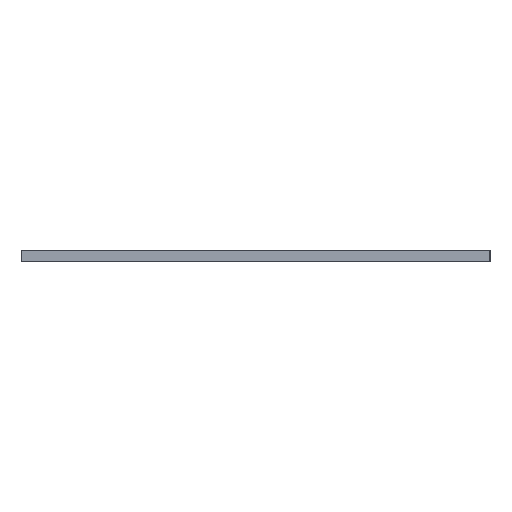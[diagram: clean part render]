
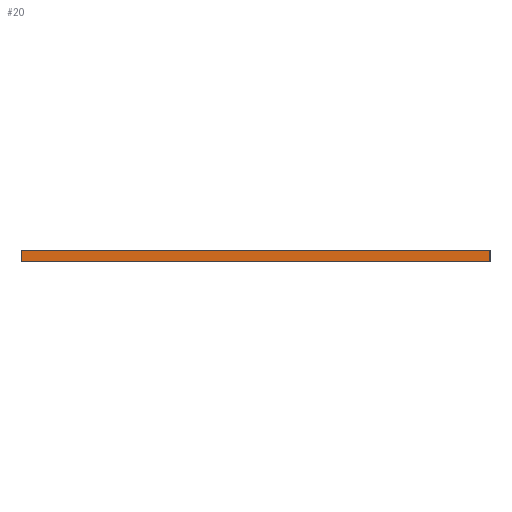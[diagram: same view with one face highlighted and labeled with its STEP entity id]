
A CAD part, left-side view. The second image highlights one B-rep face of the part: STEP entity #20.
In plain terms, the highlighted planar face has unit normal (-1, 0, 0).
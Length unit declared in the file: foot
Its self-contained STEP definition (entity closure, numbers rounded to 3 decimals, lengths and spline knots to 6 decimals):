
#20=ADVANCED_FACE('',(#122),#1066,.T.);
#122=FACE_OUTER_BOUND('',#212,.T.);
#212=EDGE_LOOP('',(#353,#354,#355,#356));
#353=ORIENTED_EDGE('',*,*,#602,.T.);
#354=ORIENTED_EDGE('',*,*,#606,.T.);
#355=ORIENTED_EDGE('',*,*,#598,.F.);
#356=ORIENTED_EDGE('',*,*,#608,.F.);
#598=EDGE_CURVE('',#910,#909,#898,.T.);
#602=EDGE_CURVE('',#914,#913,#902,.T.);
#606=EDGE_CURVE('',#913,#909,#906,.T.);
#608=EDGE_CURVE('',#914,#910,#908,.T.);
#898=B_SPLINE_CURVE_WITH_KNOTS('',1,(#1748,#1749),.UNSPECIFIED.,.F.,.F.,
(2,2),(35.5,38.),.UNSPECIFIED.);
#902=B_SPLINE_CURVE_WITH_KNOTS('',1,(#1756,#1757),.UNSPECIFIED.,.F.,.F.,
(2,2),(16.5,19.),.UNSPECIFIED.);
#906=B_SPLINE_CURVE_WITH_KNOTS('',1,(#1764,#1765),.UNSPECIFIED.,.F.,.F.,
(2,2),(0.,0.0625),.UNSPECIFIED.);
#908=B_SPLINE_CURVE_WITH_KNOTS('',1,(#1768,#1769),.UNSPECIFIED.,.F.,.F.,
(2,2),(0.,0.0625),.UNSPECIFIED.);
#909=VERTEX_POINT('',#1642);
#910=VERTEX_POINT('',#1643);
#913=VERTEX_POINT('',#1646);
#914=VERTEX_POINT('',#1647);
#1066=PLANE('',#1107);
#1107=AXIS2_PLACEMENT_3D('',#1149,#1128,$);
#1128=DIRECTION('',(-1.,0.,0.));
#1149=CARTESIAN_POINT('',(0.,2.5,0.));
#1642=CARTESIAN_POINT('',(0.,0.,0.0625));
#1643=CARTESIAN_POINT('',(0.,2.5,0.0625));
#1646=CARTESIAN_POINT('',(0.,0.,0.));
#1647=CARTESIAN_POINT('',(0.,2.5,0.));
#1748=CARTESIAN_POINT('',(0.,2.5,0.0625));
#1749=CARTESIAN_POINT('',(0.,0.,0.0625));
#1756=CARTESIAN_POINT('',(0.,2.5,0.));
#1757=CARTESIAN_POINT('',(0.,0.,0.));
#1764=CARTESIAN_POINT('',(0.,0.,0.));
#1765=CARTESIAN_POINT('',(0.,0.,0.0625));
#1768=CARTESIAN_POINT('',(0.,2.5,0.));
#1769=CARTESIAN_POINT('',(0.,2.5,0.0625));
